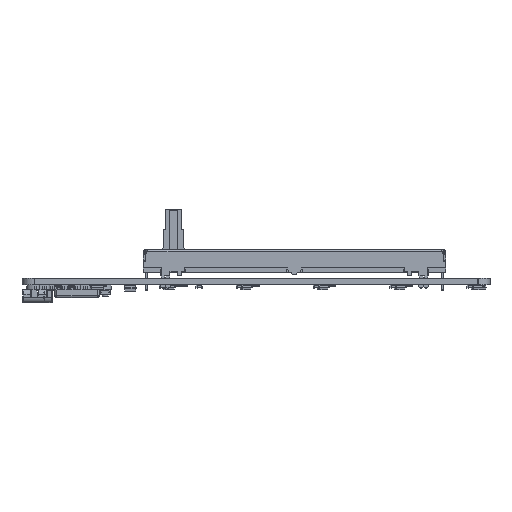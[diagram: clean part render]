
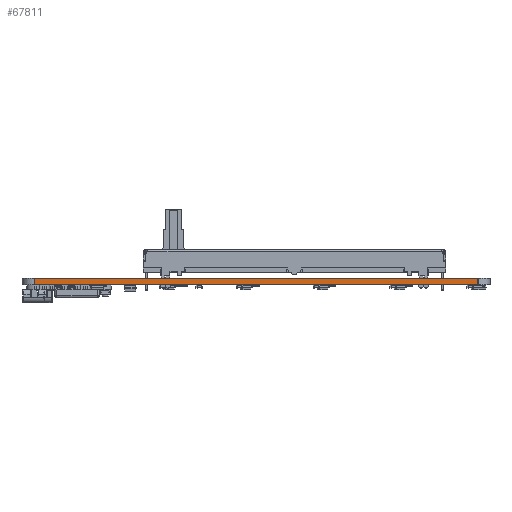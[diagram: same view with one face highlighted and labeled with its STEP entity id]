
A CAD part, left-side view. The second image highlights one B-rep face of the part: STEP entity #67811.
In plain terms, the highlighted planar face has unit normal (-1, 0, 0).
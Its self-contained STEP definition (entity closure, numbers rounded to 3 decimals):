
#55154 = VERTEX_POINT('',#55155);
#55155 = CARTESIAN_POINT('',(-50.,55.,0.));
#55162 = EDGE_CURVE('',#55163,#55154,#55165,.T.);
#55163 = VERTEX_POINT('',#55164);
#55164 = CARTESIAN_POINT('',(-50.,-55.,0.));
#55165 = LINE('',#55166,#55167);
#55166 = CARTESIAN_POINT('',(-50.,-55.,0.));
#55167 = VECTOR('',#55168,1.);
#55168 = DIRECTION('',(0.,1.,0.));
#61443 = VERTEX_POINT('',#61444);
#61444 = CARTESIAN_POINT('',(-50.,55.,1.6));
#61451 = EDGE_CURVE('',#61452,#61443,#61454,.T.);
#61452 = VERTEX_POINT('',#61453);
#61453 = CARTESIAN_POINT('',(-50.,-55.,1.6));
#61454 = LINE('',#61455,#61456);
#61455 = CARTESIAN_POINT('',(-50.,-55.,1.6));
#61456 = VECTOR('',#61457,1.);
#61457 = DIRECTION('',(0.,1.,0.));
#67781 = EDGE_CURVE('',#55154,#61443,#67782,.T.);
#67782 = LINE('',#67783,#67784);
#67783 = CARTESIAN_POINT('',(-50.,55.,0.));
#67784 = VECTOR('',#67785,1.);
#67785 = DIRECTION('',(0.,0.,1.));
#67811 = ADVANCED_FACE('',(#67812),#67823,.T.);
#67812 = FACE_BOUND('',#67813,.T.);
#67813 = EDGE_LOOP('',(#67814,#67820,#67821,#67822));
#67814 = ORIENTED_EDGE('',*,*,#67815,.T.);
#67815 = EDGE_CURVE('',#55163,#61452,#67816,.T.);
#67816 = LINE('',#67817,#67818);
#67817 = CARTESIAN_POINT('',(-50.,-55.,0.));
#67818 = VECTOR('',#67819,1.);
#67819 = DIRECTION('',(0.,0.,1.));
#67820 = ORIENTED_EDGE('',*,*,#61451,.T.);
#67821 = ORIENTED_EDGE('',*,*,#67781,.F.);
#67822 = ORIENTED_EDGE('',*,*,#55162,.F.);
#67823 = PLANE('',#67824);
#67824 = AXIS2_PLACEMENT_3D('',#67825,#67826,#67827);
#67825 = CARTESIAN_POINT('',(-50.,-55.,0.));
#67826 = DIRECTION('',(-1.,0.,0.));
#67827 = DIRECTION('',(0.,1.,0.));
